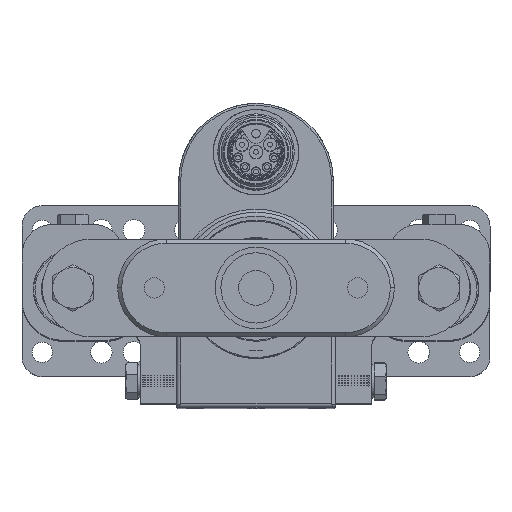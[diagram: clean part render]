
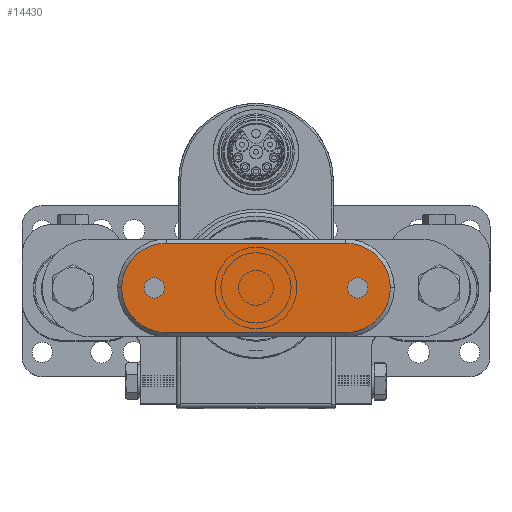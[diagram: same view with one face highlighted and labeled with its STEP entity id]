
A CAD part, top view. The second image highlights one B-rep face of the part: STEP entity #14430.
In plain terms, the highlighted planar face has unit normal (0, 0, 1).
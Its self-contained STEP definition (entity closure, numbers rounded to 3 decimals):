
#147 = VERTEX_POINT ( 'NONE', #8328 ) ;
#852 = AXIS2_PLACEMENT_3D ( 'NONE', #39451, #8572, #21986 ) ;
#3089 = EDGE_LOOP ( 'NONE', ( #8246, #27506, #37442, #3169, #38650, #44702 ) ) ;
#3169 = ORIENTED_EDGE ( 'NONE', *, *, #23414, .T. ) ;
#3347 = VERTEX_POINT ( 'NONE', #5399 ) ;
#3467 = DIRECTION ( 'NONE',  ( 1., 0., 0. ) ) ;
#5398 = AXIS2_PLACEMENT_3D ( 'NONE', #31394, #31834, #3467 ) ;
#5399 = CARTESIAN_POINT ( 'NONE',  ( 33., 0., 9. ) ) ;
#5436 = EDGE_CURVE ( 'NONE', #31401, #15002, #23732, .T. ) ;
#6219 = DIRECTION ( 'NONE',  ( 1., 0., 0. ) ) ;
#8246 = ORIENTED_EDGE ( 'NONE', *, *, #18643, .T. ) ;
#8328 = CARTESIAN_POINT ( 'NONE',  ( -22., 11., 9. ) ) ;
#8572 = DIRECTION ( 'NONE',  ( 0., 0., -1. ) ) ;
#9092 = PLANE ( 'NONE',  #12227 ) ;
#9213 = CARTESIAN_POINT ( 'NONE',  ( 22., 0., 9. ) ) ;
#9421 = ORIENTED_EDGE ( 'NONE', *, *, #15693, .T. ) ;
#9445 = DIRECTION ( 'NONE',  ( 0., 0., 1. ) ) ;
#9609 = LINE ( 'NONE', #16413, #19801 ) ;
#9657 = CIRCLE ( 'NONE', #11065, 2.5 ) ;
#9913 = CARTESIAN_POINT ( 'NONE',  ( -33., 0., 9. ) ) ;
#11065 = AXIS2_PLACEMENT_3D ( 'NONE', #11219, #21681, #35530 ) ;
#11134 = CIRCLE ( 'NONE', #5398, 11. ) ;
#11146 = VERTEX_POINT ( 'NONE', #17748 ) ;
#11219 = CARTESIAN_POINT ( 'NONE',  ( -25., 0., 9. ) ) ;
#11275 = VERTEX_POINT ( 'NONE', #37385 ) ;
#12227 = AXIS2_PLACEMENT_3D ( 'NONE', #36797, #36123, #43484 ) ;
#14430 = ADVANCED_FACE ( 'NONE', ( #39522, #22273, #23178 ), #9092, .T. ) ;
#14571 = CIRCLE ( 'NONE', #43591, 11. ) ;
#15002 = VERTEX_POINT ( 'NONE', #38100 ) ;
#15693 = EDGE_CURVE ( 'NONE', #11146, #11146, #21847, .T. ) ;
#16413 = CARTESIAN_POINT ( 'NONE',  ( 22., -11., 9. ) ) ;
#17748 = CARTESIAN_POINT ( 'NONE',  ( 22.5, 0., 9. ) ) ;
#18643 = EDGE_CURVE ( 'NONE', #147, #31401, #14571, .T. ) ;
#19160 = EDGE_LOOP ( 'NONE', ( #22126 ) ) ;
#19518 = CARTESIAN_POINT ( 'NONE',  ( -22., 0., 9. ) ) ;
#19801 = VECTOR ( 'NONE', #6219, 1000. ) ;
#21681 = DIRECTION ( 'NONE',  ( 0., 0., -1. ) ) ;
#21847 = CIRCLE ( 'NONE', #852, 2.5 ) ;
#21986 = DIRECTION ( 'NONE',  ( -1., 0., 0. ) ) ;
#22126 = ORIENTED_EDGE ( 'NONE', *, *, #26114, .T. ) ;
#22273 = FACE_BOUND ( 'NONE', #19160, .T. ) ;
#23178 = FACE_OUTER_BOUND ( 'NONE', #3089, .T. ) ;
#23414 = EDGE_CURVE ( 'NONE', #11275, #3347, #11134, .T. ) ;
#23659 = DIRECTION ( 'NONE',  ( 1., 0., 0. ) ) ;
#23732 = CIRCLE ( 'NONE', #41112, 11. ) ;
#24557 = EDGE_CURVE ( 'NONE', #15002, #11275, #9609, .T. ) ;
#25221 = AXIS2_PLACEMENT_3D ( 'NONE', #9213, #9445, #36697 ) ;
#25702 = EDGE_LOOP ( 'NONE', ( #9421 ) ) ;
#26114 = EDGE_CURVE ( 'NONE', #43017, #43017, #9657, .T. ) ;
#27506 = ORIENTED_EDGE ( 'NONE', *, *, #5436, .T. ) ;
#27569 = CARTESIAN_POINT ( 'NONE',  ( 22., 11., 9. ) ) ;
#29221 = CARTESIAN_POINT ( 'NONE',  ( -27.5, 0., 9. ) ) ;
#29648 = DIRECTION ( 'NONE',  ( -1., 0., 0. ) ) ;
#30688 = DIRECTION ( 'NONE',  ( 0., 0., 1. ) ) ;
#31394 = CARTESIAN_POINT ( 'NONE',  ( 22., 0., 9. ) ) ;
#31401 = VERTEX_POINT ( 'NONE', #9913 ) ;
#31834 = DIRECTION ( 'NONE',  ( 0., 0., 1. ) ) ;
#33400 = DIRECTION ( 'NONE',  ( 1., 0., 0. ) ) ;
#35530 = DIRECTION ( 'NONE',  ( -1., 0., 0. ) ) ;
#36123 = DIRECTION ( 'NONE',  ( 0., 0., 1. ) ) ;
#36697 = DIRECTION ( 'NONE',  ( 1., 0., 0. ) ) ;
#36797 = CARTESIAN_POINT ( 'NONE',  ( 0., 0., 9. ) ) ;
#37340 = LINE ( 'NONE', #44128, #42939 ) ;
#37385 = CARTESIAN_POINT ( 'NONE',  ( 22., -11., 9. ) ) ;
#37442 = ORIENTED_EDGE ( 'NONE', *, *, #24557, .T. ) ;
#37473 = CIRCLE ( 'NONE', #25221, 11. ) ;
#37869 = EDGE_CURVE ( 'NONE', #40666, #147, #37340, .T. ) ;
#38100 = CARTESIAN_POINT ( 'NONE',  ( -22., -11., 9. ) ) ;
#38650 = ORIENTED_EDGE ( 'NONE', *, *, #41216, .T. ) ;
#39451 = CARTESIAN_POINT ( 'NONE',  ( 25., 0., 9. ) ) ;
#39522 = FACE_BOUND ( 'NONE', #25702, .T. ) ;
#39946 = DIRECTION ( 'NONE',  ( 0., 0., 1. ) ) ;
#40666 = VERTEX_POINT ( 'NONE', #27569 ) ;
#41112 = AXIS2_PLACEMENT_3D ( 'NONE', #19518, #39946, #33400 ) ;
#41216 = EDGE_CURVE ( 'NONE', #3347, #40666, #37473, .T. ) ;
#42939 = VECTOR ( 'NONE', #29648, 1000. ) ;
#43017 = VERTEX_POINT ( 'NONE', #29221 ) ;
#43484 = DIRECTION ( 'NONE',  ( 1., 0., 0. ) ) ;
#43591 = AXIS2_PLACEMENT_3D ( 'NONE', #43821, #30688, #23659 ) ;
#43821 = CARTESIAN_POINT ( 'NONE',  ( -22., 0., 9. ) ) ;
#44128 = CARTESIAN_POINT ( 'NONE',  ( -22., 11., 9. ) ) ;
#44702 = ORIENTED_EDGE ( 'NONE', *, *, #37869, .T. ) ;
